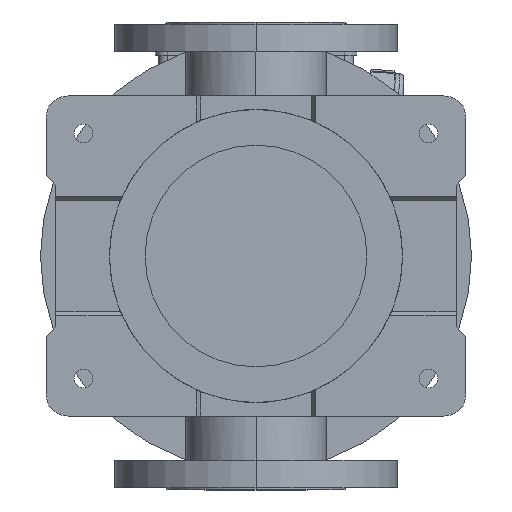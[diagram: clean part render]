
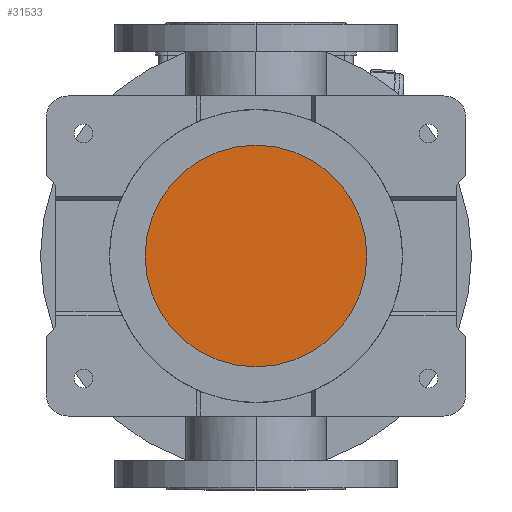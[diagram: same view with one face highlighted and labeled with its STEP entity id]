
A CAD part, front view. The second image highlights one B-rep face of the part: STEP entity #31533.
In plain terms, the highlighted planar face has unit normal (0, -1, 0).
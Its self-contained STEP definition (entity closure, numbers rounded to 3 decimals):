
#713 = DIRECTION ( 'NONE',  ( 0., 1., 0. ) ) ;
#2331 = CARTESIAN_POINT ( 'NONE',  ( 0., 81., 0. ) ) ;
#2440 = AXIS2_PLACEMENT_3D ( 'NONE', #23983, #11695, #48805 ) ;
#2859 = CIRCLE ( 'NONE', #4576, 120. ) ;
#4189 = DIRECTION ( 'NONE',  ( 0., 0., -1. ) ) ;
#4576 = AXIS2_PLACEMENT_3D ( 'NONE', #12253, #5029, #7986 ) ;
#5029 = DIRECTION ( 'NONE',  ( 0., 1., 0. ) ) ;
#5284 = CARTESIAN_POINT ( 'NONE',  ( 0., 81., 120. ) ) ;
#7986 = DIRECTION ( 'NONE',  ( 0., 0., -1. ) ) ;
#10095 = CARTESIAN_POINT ( 'NONE',  ( 0., 81., -120. ) ) ;
#10334 = VERTEX_POINT ( 'NONE', #10095 ) ;
#11695 = DIRECTION ( 'NONE',  ( 0., 1., 0. ) ) ;
#12253 = CARTESIAN_POINT ( 'NONE',  ( 0., 81., 0. ) ) ;
#16004 = ORIENTED_EDGE ( 'NONE', *, *, #26508, .F. ) ;
#23929 = EDGE_LOOP ( 'NONE', ( #16004, #36680 ) ) ;
#23983 = CARTESIAN_POINT ( 'NONE',  ( 132., 81., 132. ) ) ;
#26061 = EDGE_CURVE ( 'NONE', #46628, #10334, #2859, .T. ) ;
#26508 = EDGE_CURVE ( 'NONE', #10334, #46628, #38671, .T. ) ;
#27990 = FACE_OUTER_BOUND ( 'NONE', #23929, .T. ) ;
#31533 = ADVANCED_FACE ( 'NONE', ( #27990 ), #39994, .F. ) ;
#36680 = ORIENTED_EDGE ( 'NONE', *, *, #26061, .F. ) ;
#38671 = CIRCLE ( 'NONE', #42881, 120. ) ;
#39994 = PLANE ( 'NONE',  #2440 ) ;
#42881 = AXIS2_PLACEMENT_3D ( 'NONE', #2331, #713, #4189 ) ;
#46628 = VERTEX_POINT ( 'NONE', #5284 ) ;
#48805 = DIRECTION ( 'NONE',  ( 0., 0., -1. ) ) ;
